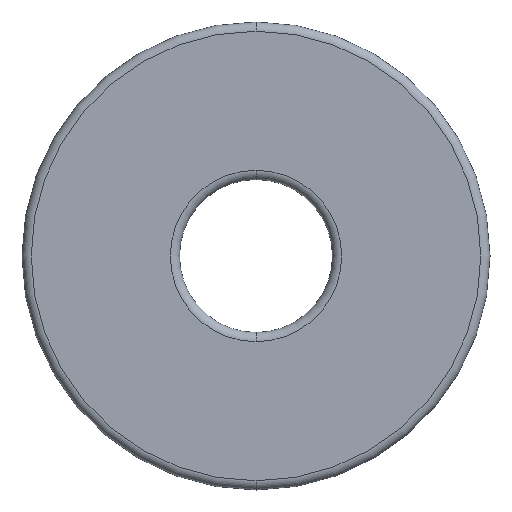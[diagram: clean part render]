
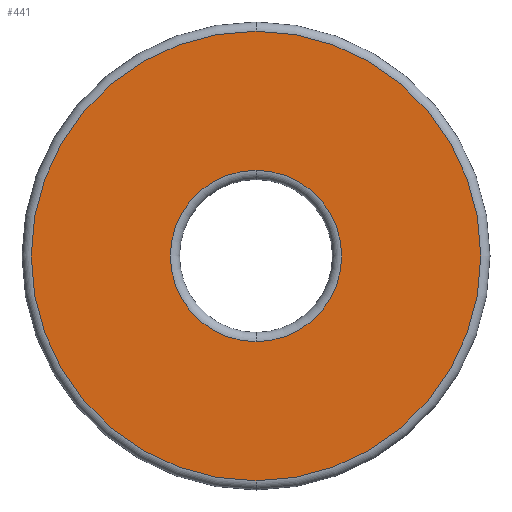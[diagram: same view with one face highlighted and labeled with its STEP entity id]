
A CAD part, front view. The second image highlights one B-rep face of the part: STEP entity #441.
In plain terms, the highlighted planar face has unit normal (0, -1, 0).
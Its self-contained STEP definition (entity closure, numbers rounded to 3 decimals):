
#9 = EDGE_CURVE ( 'NONE', #321, #149, #134, .T. ) ;
#16 = CARTESIAN_POINT ( 'NONE',  ( 0., 0., 0. ) ) ;
#35 = VERTEX_POINT ( 'NONE', #146 ) ;
#54 = ORIENTED_EDGE ( 'NONE', *, *, #9, .T. ) ;
#57 = EDGE_CURVE ( 'NONE', #101, #35, #375, .T. ) ;
#62 = CARTESIAN_POINT ( 'NONE',  ( 0., 0., 2.325 ) ) ;
#63 = DIRECTION ( 'NONE',  ( 0., 0., -1. ) ) ;
#70 = DIRECTION ( 'NONE',  ( 0., -1., 0. ) ) ;
#85 = AXIS2_PLACEMENT_3D ( 'NONE', #16, #219, #490 ) ;
#92 = EDGE_CURVE ( 'NONE', #35, #101, #413, .T. ) ;
#101 = VERTEX_POINT ( 'NONE', #115 ) ;
#108 = EDGE_CURVE ( 'NONE', #149, #321, #404, .T. ) ;
#115 = CARTESIAN_POINT ( 'NONE',  ( 0., 0., -6.1 ) ) ;
#134 = CIRCLE ( 'NONE', #85, 2.325 ) ;
#146 = CARTESIAN_POINT ( 'NONE',  ( 0., 0., 6.1 ) ) ;
#149 = VERTEX_POINT ( 'NONE', #207 ) ;
#152 = PLANE ( 'NONE',  #168 ) ;
#167 = AXIS2_PLACEMENT_3D ( 'NONE', #230, #227, #63 ) ;
#168 = AXIS2_PLACEMENT_3D ( 'NONE', #264, #70, #226 ) ;
#180 = DIRECTION ( 'NONE',  ( 0., 0., -1. ) ) ;
#205 = ORIENTED_EDGE ( 'NONE', *, *, #108, .T. ) ;
#207 = CARTESIAN_POINT ( 'NONE',  ( 0., 0., -2.325 ) ) ;
#219 = DIRECTION ( 'NONE',  ( 0., 1., 0. ) ) ;
#226 = DIRECTION ( 'NONE',  ( 0., 0., -1. ) ) ;
#227 = DIRECTION ( 'NONE',  ( 0., -1., 0. ) ) ;
#230 = CARTESIAN_POINT ( 'NONE',  ( 0., 0., 0. ) ) ;
#246 = EDGE_LOOP ( 'NONE', ( #433, #435 ) ) ;
#264 = CARTESIAN_POINT ( 'NONE',  ( 0., 0., -2.075 ) ) ;
#298 = DIRECTION ( 'NONE',  ( 0., 0., -1. ) ) ;
#310 = FACE_OUTER_BOUND ( 'NONE', #246, .T. ) ;
#321 = VERTEX_POINT ( 'NONE', #62 ) ;
#340 = CARTESIAN_POINT ( 'NONE',  ( 0., 0., 0. ) ) ;
#343 = DIRECTION ( 'NONE',  ( 0., -1., 0. ) ) ;
#347 = CARTESIAN_POINT ( 'NONE',  ( 0., 0., 0. ) ) ;
#353 = FACE_BOUND ( 'NONE', #397, .T. ) ;
#375 = CIRCLE ( 'NONE', #381, 6.1 ) ;
#378 = DIRECTION ( 'NONE',  ( 0., 1., 0. ) ) ;
#381 = AXIS2_PLACEMENT_3D ( 'NONE', #340, #343, #298 ) ;
#397 = EDGE_LOOP ( 'NONE', ( #205, #54 ) ) ;
#404 = CIRCLE ( 'NONE', #445, 2.325 ) ;
#413 = CIRCLE ( 'NONE', #167, 6.1 ) ;
#433 = ORIENTED_EDGE ( 'NONE', *, *, #57, .T. ) ;
#435 = ORIENTED_EDGE ( 'NONE', *, *, #92, .T. ) ;
#441 = ADVANCED_FACE ( 'NONE', ( #353, #310 ), #152, .T. ) ;
#445 = AXIS2_PLACEMENT_3D ( 'NONE', #347, #378, #180 ) ;
#490 = DIRECTION ( 'NONE',  ( 0., 0., -1. ) ) ;
